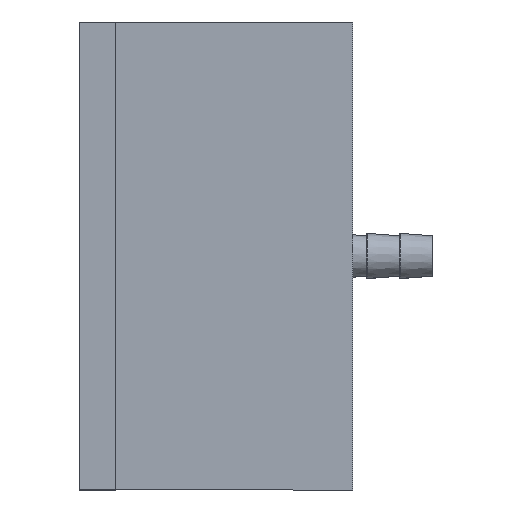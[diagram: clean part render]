
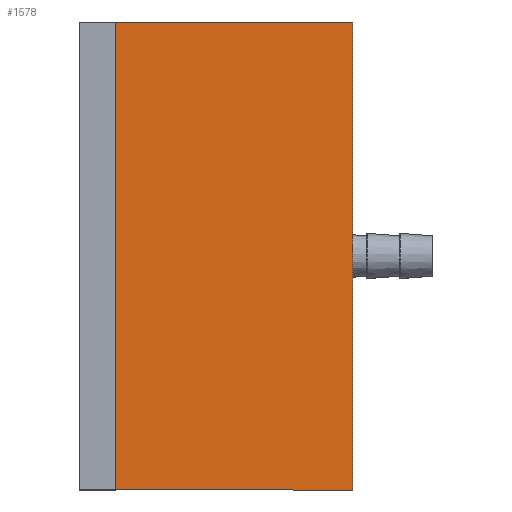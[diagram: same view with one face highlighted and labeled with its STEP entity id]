
A CAD part, left-side view. The second image highlights one B-rep face of the part: STEP entity #1578.
In plain terms, the highlighted planar face has unit normal (-1, 0, 0).
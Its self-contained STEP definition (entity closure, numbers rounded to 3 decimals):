
#8 = DIRECTION ( 'NONE',  ( 0., 0., -1. ) ) ;
#75 = VECTOR ( 'NONE', #760, 1000. ) ;
#106 = LINE ( 'NONE', #1010, #75 ) ;
#187 = VECTOR ( 'NONE', #3159, 1000. ) ;
#262 = VECTOR ( 'NONE', #3148, 1000. ) ;
#362 = ORIENTED_EDGE ( 'NONE', *, *, #1585, .F. ) ;
#760 = DIRECTION ( 'NONE',  ( 0., 0., -1. ) ) ;
#801 = EDGE_CURVE ( 'NONE', #1453, #1169, #106, .T. ) ;
#982 = CARTESIAN_POINT ( 'NONE',  ( -76.25, -33., 0. ) ) ;
#1010 = CARTESIAN_POINT ( 'NONE',  ( -76.25, 0., 0. ) ) ;
#1068 = LINE ( 'NONE', #2112, #187 ) ;
#1144 = CARTESIAN_POINT ( 'NONE',  ( -76.25, 0., -32.5 ) ) ;
#1169 = VERTEX_POINT ( 'NONE', #1144 ) ;
#1289 = DIRECTION ( 'NONE',  ( 0., 0., -1. ) ) ;
#1302 = PLANE ( 'NONE',  #1429 ) ;
#1350 = CARTESIAN_POINT ( 'NONE',  ( -76.25, -33., -32.5 ) ) ;
#1402 = ORIENTED_EDGE ( 'NONE', *, *, #2776, .T. ) ;
#1429 = AXIS2_PLACEMENT_3D ( 'NONE', #1805, #1497, #1289 ) ;
#1445 = CARTESIAN_POINT ( 'NONE',  ( -76.25, 0., 32.5 ) ) ;
#1453 = VERTEX_POINT ( 'NONE', #1445 ) ;
#1497 = DIRECTION ( 'NONE',  ( 1., 0., 0. ) ) ;
#1578 = ADVANCED_FACE ( 'NONE', ( #1792 ), #1302, .F. ) ;
#1585 = EDGE_CURVE ( 'NONE', #3198, #1730, #2829, .T. ) ;
#1730 = VERTEX_POINT ( 'NONE', #1350 ) ;
#1792 = FACE_OUTER_BOUND ( 'NONE', #2758, .T. ) ;
#1805 = CARTESIAN_POINT ( 'NONE',  ( -76.25, -33., 0. ) ) ;
#1822 = CARTESIAN_POINT ( 'NONE',  ( -76.25, -33., 32.5 ) ) ;
#1946 = ORIENTED_EDGE ( 'NONE', *, *, #3216, .F. ) ;
#2112 = CARTESIAN_POINT ( 'NONE',  ( -76.25, -33., -32.5 ) ) ;
#2129 = LINE ( 'NONE', #2384, #262 ) ;
#2384 = CARTESIAN_POINT ( 'NONE',  ( -76.25, -33., 32.5 ) ) ;
#2569 = VECTOR ( 'NONE', #8, 1000. ) ;
#2758 = EDGE_LOOP ( 'NONE', ( #2866, #1946, #362, #1402 ) ) ;
#2776 = EDGE_CURVE ( 'NONE', #3198, #1453, #2129, .T. ) ;
#2829 = LINE ( 'NONE', #982, #2569 ) ;
#2866 = ORIENTED_EDGE ( 'NONE', *, *, #801, .T. ) ;
#3148 = DIRECTION ( 'NONE',  ( 0., 1., 0. ) ) ;
#3159 = DIRECTION ( 'NONE',  ( 0., 1., 0. ) ) ;
#3198 = VERTEX_POINT ( 'NONE', #1822 ) ;
#3216 = EDGE_CURVE ( 'NONE', #1730, #1169, #1068, .T. ) ;
